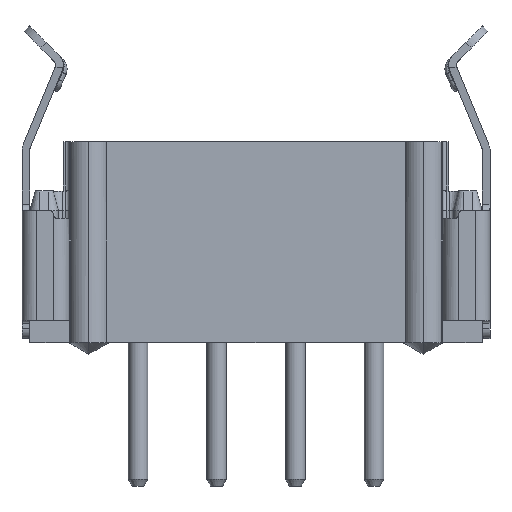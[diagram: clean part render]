
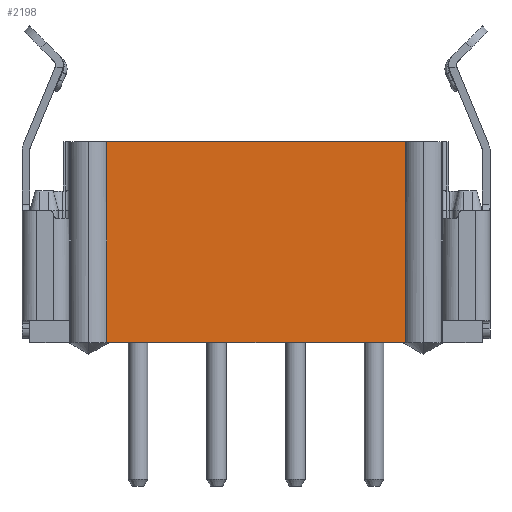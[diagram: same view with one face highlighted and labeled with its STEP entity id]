
A CAD part, top view. The second image highlights one B-rep face of the part: STEP entity #2198.
In plain terms, the highlighted planar face has unit normal (0, 0, 1).
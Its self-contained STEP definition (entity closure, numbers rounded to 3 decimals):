
#2198=ADVANCED_FACE('',(#6309),#6310,.T.);
#2518=EDGE_CURVE('',#6782,#6785,#6786,.T.);
#2750=EDGE_CURVE('',#7037,#7097,#7100,.T.);
#2762=EDGE_CURVE('',#7037,#6782,#7114,.T.);
#2764=EDGE_CURVE('',#6785,#7097,#7116,.T.);
#6309=FACE_OUTER_BOUND('',#11851,.T.);
#6310=PLANE('',#11852);
#6782=VERTEX_POINT('',#12384);
#6785=VERTEX_POINT('',#12388);
#6786=LINE('',#12389,#12390);
#7037=VERTEX_POINT('',#12782);
#7097=VERTEX_POINT('',#12875);
#7100=LINE('',#12879,#12880);
#7114=LINE('',#12905,#12906);
#7116=LINE('',#12909,#12910);
#11851=EDGE_LOOP('',(#22166,#22167,#22168,#22169));
#11852=AXIS2_PLACEMENT_3D('',#22170,#22171,#22172);
#12384=CARTESIAN_POINT('',(3.792,0.0,2.775));
#12388=CARTESIAN_POINT('',(-3.792,0.0,2.775));
#12389=CARTESIAN_POINT('',(3.792,0.0,2.775));
#12390=VECTOR('',#23316,7.583);
#12782=CARTESIAN_POINT('',(3.792,5.1,2.775));
#12875=CARTESIAN_POINT('',(-3.792,5.1,2.775));
#12879=CARTESIAN_POINT('',(3.792,5.1,2.775));
#12880=VECTOR('',#23544,7.583);
#12905=CARTESIAN_POINT('',(3.792,5.1,2.775));
#12906=VECTOR('',#23550,5.1);
#12909=CARTESIAN_POINT('',(-3.792,0.0,2.775));
#12910=VECTOR('',#23551,5.1);
#22166=ORIENTED_EDGE('',*,*,#2518,.F.);
#22167=ORIENTED_EDGE('',*,*,#2762,.F.);
#22168=ORIENTED_EDGE('',*,*,#2750,.T.);
#22169=ORIENTED_EDGE('',*,*,#2764,.F.);
#22170=CARTESIAN_POINT('',(4.75,0.0,2.775));
#22171=DIRECTION('',(0.0,0.0,1.0));
#22172=DIRECTION('',(1.0,-0.0,0.0));
#23316=DIRECTION('',(-1.0,0.0,0.0));
#23544=DIRECTION('',(-1.0,0.0,0.0));
#23550=DIRECTION('',(0.0,-1.0,0.0));
#23551=DIRECTION('',(0.0,1.0,0.0));
